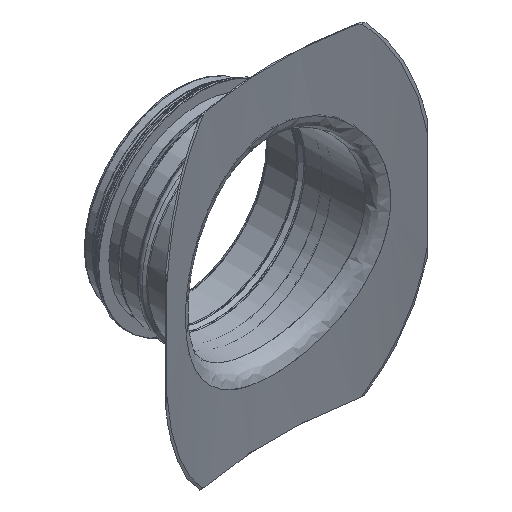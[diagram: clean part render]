
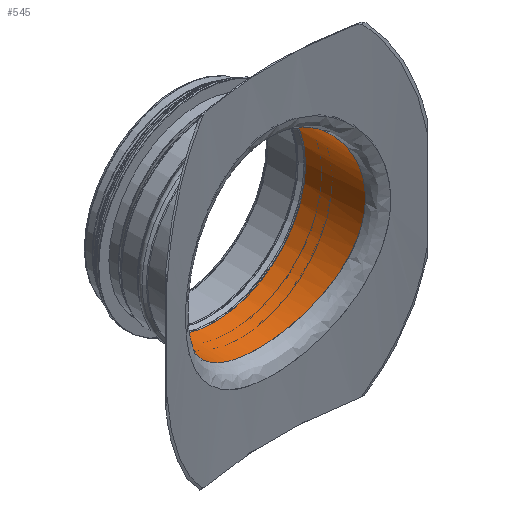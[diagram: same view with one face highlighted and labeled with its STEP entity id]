
A CAD part, isometric view. The second image highlights one B-rep face of the part: STEP entity #545.
In plain terms, the highlighted cylindrical face has radius 61.025 mm (diameter 122.05 mm), a full revolution.
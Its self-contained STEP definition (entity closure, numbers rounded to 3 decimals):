
#260=CARTESIAN_POINT('',(-61.025,248.421,0.0));
#261=VERTEX_POINT('',#260);
#269=CARTESIAN_POINT('',(-61.025,248.421,0.));
#270=CARTESIAN_POINT('',(-61.026,248.421,4.586));
#271=CARTESIAN_POINT('',(-59.984,248.774,13.76));
#272=CARTESIAN_POINT('',(-53.884,250.711,31.116));
#273=CARTESIAN_POINT('',(-39.385,254.715,49.291));
#274=CARTESIAN_POINT('',(-18.355,257.882,59.472));
#275=CARTESIAN_POINT('',(0.002,258.539,61.543));
#276=CARTESIAN_POINT('',(15.289,257.986,59.815));
#277=CARTESIAN_POINT('',(31.044,256.066,53.597));
#278=CARTESIAN_POINT('',(45.392,253.06,42.131));
#279=CARTESIAN_POINT('',(55.766,250.149,26.958));
#280=CARTESIAN_POINT('',(61.253,248.347,9.289));
#281=CARTESIAN_POINT('',(61.252,248.348,-9.288));
#282=CARTESIAN_POINT('',(55.766,250.149,-26.959));
#283=CARTESIAN_POINT('',(45.392,253.061,-42.131));
#284=CARTESIAN_POINT('',(31.043,256.066,-53.597));
#285=CARTESIAN_POINT('',(16.722,257.81,-59.249));
#286=CARTESIAN_POINT('',(4.601,258.392,-61.081));
#287=CARTESIAN_POINT('',(-7.67,258.397,-61.087));
#288=CARTESIAN_POINT('',(-22.719,257.283,-57.624));
#289=CARTESIAN_POINT('',(-41.31,254.171,-46.86));
#290=CARTESIAN_POINT('',(-53.888,250.715,-31.119));
#291=CARTESIAN_POINT('',(-59.983,248.773,-13.758));
#292=CARTESIAN_POINT('',(-61.025,248.42,-4.586));
#293=CARTESIAN_POINT('',(-61.025,248.421,0.));
#294=B_SPLINE_CURVE_WITH_KNOTS('',3,(#269,#270,#271,#272,#273,#274,#275,#276,#277,#278,#279,#280,#281,#282,#283,#284,#285,#286,#287,#288,#289,#290,#291,#292,#293),.UNSPECIFIED.,.T.,.U.,(4,1,1,1,1,1,1,1,1,1,1,1,1,1,1,1,1,1,1,1,1,1,4),(0.0,1.319,2.639,5.278,7.916,9.236,10.555,12.314,14.074,15.833,17.592,19.351,21.11,22.87,24.629,26.388,27.268,28.147,29.906,31.666,34.304,35.624,36.943),.UNSPECIFIED.);
#295=EDGE_CURVE('',#261,#261,#294,.T.);
#526=CARTESIAN_POINT('',(0.,282.95,0.0));
#527=DIRECTION('',(0.,1.0,0.0));
#528=DIRECTION('',(-1.0,0.0,0.0));
#529=AXIS2_PLACEMENT_3D('',#526,#527,#528);
#530=CYLINDRICAL_SURFACE('',#529,61.025);
#531=CARTESIAN_POINT('',(-61.025,288.2,0.0));
#532=VERTEX_POINT('',#531);
#533=CARTESIAN_POINT('',(0.,288.2,0.0));
#534=DIRECTION('',(0.0,1.0,0.0));
#535=DIRECTION('',(-1.0,0.0,0.0));
#536=AXIS2_PLACEMENT_3D('',#533,#534,#535);
#537=CIRCLE('',#536,61.025);
#538=EDGE_CURVE('',#532,#532,#537,.T.);
#539=ORIENTED_EDGE('',*,*,#538,.T.);
#540=EDGE_LOOP('',(#539));
#541=FACE_OUTER_BOUND('',#540,.T.);
#542=ORIENTED_EDGE('',*,*,#295,.F.);
#543=EDGE_LOOP('',(#542));
#544=FACE_BOUND('',#543,.T.);
#545=ADVANCED_FACE('',(#541,#544),#530,.F.);
